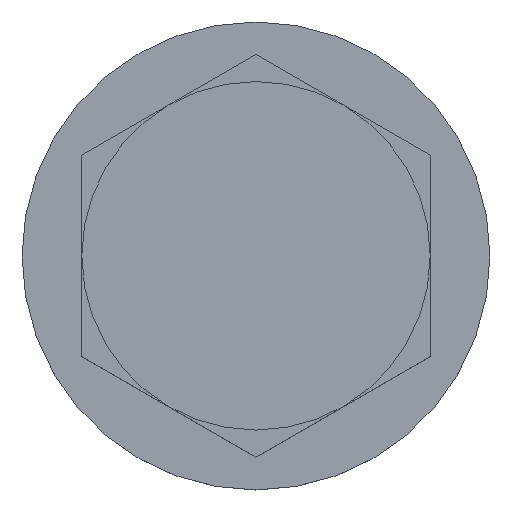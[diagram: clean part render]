
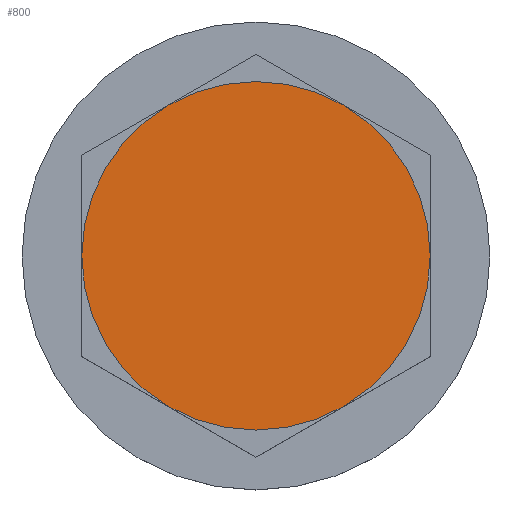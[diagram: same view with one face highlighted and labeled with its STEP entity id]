
A CAD part, top view. The second image highlights one B-rep face of the part: STEP entity #800.
In plain terms, the highlighted planar face has unit normal (0, 0, 1).
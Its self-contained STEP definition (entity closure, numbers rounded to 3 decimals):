
#751=AXIS2_PLACEMENT_3D('Circle Axis2P3D',#749,#750,$) ;
#778=AXIS2_PLACEMENT_3D('Circle Axis2P3D',#776,#777,$) ;
#794=AXIS2_PLACEMENT_3D('Plane Axis2P3D',#791,#792,#793) ;
#746=CARTESIAN_POINT('Vertex',(4.533,8.01,16.4)) ;
#749=CARTESIAN_POINT('Axis2P3D Location',(12.76,12.76,16.4)) ;
#753=CARTESIAN_POINT('Vertex',(20.987,17.51,16.4)) ;
#776=CARTESIAN_POINT('Axis2P3D Location',(12.76,12.76,16.4)) ;
#791=CARTESIAN_POINT('Axis2P3D Location',(12.76,12.76,16.4)) ;
#750=DIRECTION('Axis2P3D Direction',(0.,0.,1.)) ;
#777=DIRECTION('Axis2P3D Direction',(0.,0.,1.)) ;
#792=DIRECTION('Axis2P3D Direction',(0.,0.,1.)) ;
#793=DIRECTION('Axis2P3D XDirection',(0.5,-0.866,0.)) ;
#797=ORIENTED_EDGE('',*,*,#755,.T.) ;
#798=ORIENTED_EDGE('',*,*,#780,.T.) ;
#800=ADVANCED_FACE('PartBody',(#799),#795,.T.) ;
#752=CIRCLE('generated circle',#751,9.5) ;
#779=CIRCLE('generated circle',#778,9.5) ;
#755=EDGE_CURVE('',#754,#747,#752,.T.) ;
#780=EDGE_CURVE('',#747,#754,#779,.T.) ;
#796=EDGE_LOOP('',(#797,#798)) ;
#799=FACE_OUTER_BOUND('',#796,.T.) ;
#795=PLANE('',#794) ;
#747=VERTEX_POINT('',#746) ;
#754=VERTEX_POINT('',#753) ;
